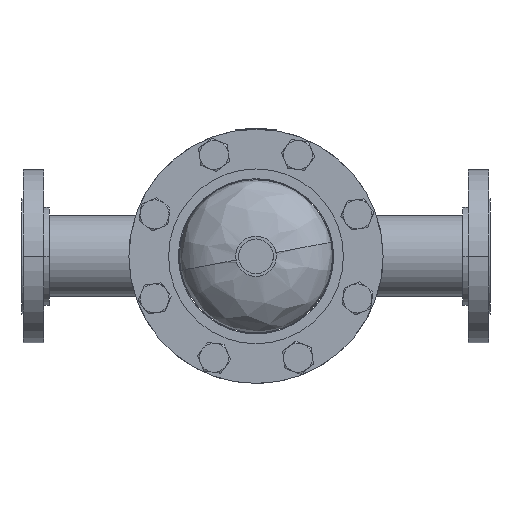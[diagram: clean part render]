
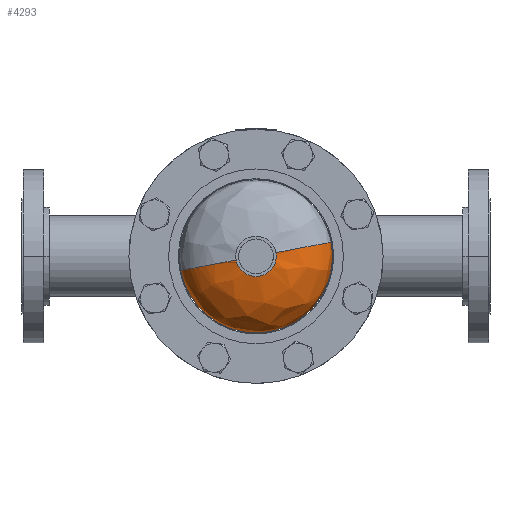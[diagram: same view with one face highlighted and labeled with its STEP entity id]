
A CAD part, front view. The second image highlights one B-rep face of the part: STEP entity #4293.
In plain terms, the highlighted free-form (B-spline) face has degree [3, 3] with [4, 4] control points.
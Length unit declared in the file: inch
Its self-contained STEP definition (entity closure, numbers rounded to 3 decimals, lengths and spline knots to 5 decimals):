
#229 = EDGE_LOOP ( 'NONE', ( #3731, #2584, #7284, #4011, #10684 ) ) ;
#254 = DIRECTION ( 'NONE',  ( 1., 0., 0. ) ) ;
#258 = EDGE_CURVE ( 'NONE', #2140, #7000, #3126, .T. ) ;
#1332 = CARTESIAN_POINT ( 'NONE',  ( 2.31392, 3.25622, 0. ) ) ;
#1386 = CARTESIAN_POINT ( 'NONE',  ( -2.31392, 3.25622, 0. ) ) ;
#1943 = CARTESIAN_POINT ( 'NONE',  ( -3.3125, 1.70375, 0. ) ) ;
#2056 = CARTESIAN_POINT ( 'NONE',  ( 0.75, 3.45335, 0. ) ) ;
#2101 = CARTESIAN_POINT ( 'NONE',  ( -3.3125, 1.70375, 0. ) ) ;
#2140 = VERTEX_POINT ( 'NONE', #4130 ) ;
#2182 = EDGE_CURVE ( 'NONE', #2369, #2140, #6893, .T. ) ;
#2253 =( BOUNDED_CURVE ( )  B_SPLINE_CURVE ( 3, ( #3169, #4158, #5880, #8548 ),
 .UNSPECIFIED., .F., .T. ) 
 B_SPLINE_CURVE_WITH_KNOTS ( ( 4, 4 ),
 ( 0., 1.3424 ),
 .UNSPECIFIED. ) 
 CURVE ( )  GEOMETRIC_REPRESENTATION_ITEM ( )  RATIONAL_B_SPLINE_CURVE ( ( 1., 0.855, 0.855, 1. ) ) 
 REPRESENTATION_ITEM ( '' )  );
#2285 = CIRCLE ( 'NONE', #7307, 0.75 ) ;
#2329 = CARTESIAN_POINT ( 'NONE',  ( -2.31392, 3.25622, -4.62785 ) ) ;
#2369 = VERTEX_POINT ( 'NONE', #1943 ) ;
#2584 = ORIENTED_EDGE ( 'NONE', *, *, #4796, .T. ) ;
#3084 = CARTESIAN_POINT ( 'NONE',  ( 3.3125, 2.57442, -6.625 ) ) ;
#3126 =( BOUNDED_CURVE ( )  B_SPLINE_CURVE ( 3, ( #10696, #9988, #9248, #2056 ),
 .UNSPECIFIED., .F., .T. ) 
 B_SPLINE_CURVE_WITH_KNOTS ( ( 4, 4 ),
 ( 0., 1.3424 ),
 .UNSPECIFIED. ) 
 CURVE ( )  GEOMETRIC_REPRESENTATION_ITEM ( )  RATIONAL_B_SPLINE_CURVE ( ( 1., 0.855, 0.855, 1. ) ) 
 REPRESENTATION_ITEM ( '' )  );
#3169 = CARTESIAN_POINT ( 'NONE',  ( -3.3125, 1.70375, 0. ) ) ;
#3201 = CARTESIAN_POINT ( 'NONE',  ( -3.3125, 2.57442, -6.625 ) ) ;
#3358 = EDGE_CURVE ( 'NONE', #7000, #7936, #6949, .T. ) ;
#3731 = ORIENTED_EDGE ( 'NONE', *, *, #2182, .F. ) ;
#3901 = CARTESIAN_POINT ( 'NONE',  ( 3.3125, 1.70375, -6.625 ) ) ;
#4011 = ORIENTED_EDGE ( 'NONE', *, *, #3358, .F. ) ;
#4013 = CARTESIAN_POINT ( 'NONE',  ( 0.75, 3.45335, -1.5 ) ) ;
#4130 = CARTESIAN_POINT ( 'NONE',  ( 3.3125, 1.70375, 0. ) ) ;
#4158 = CARTESIAN_POINT ( 'NONE',  ( -3.3125, 2.57442, 0. ) ) ;
#4293 = ADVANCED_FACE ( 'NONE', ( #9340 ), #5064, .T. ) ;
#4796 = EDGE_CURVE ( 'NONE', #2369, #7130, #2253, .T. ) ;
#4892 = CARTESIAN_POINT ( 'NONE',  ( -0.75, 3.45335, 0. ) ) ;
#5064 =( BOUNDED_SURFACE ( )  B_SPLINE_SURFACE ( 3, 3, ( 
 ( #2101, #9280, #3901, #11150 ),
 ( #10989, #3201, #3084, #6742 ),
 ( #1386, #2329, #7448, #1332 ),
 ( #4892, #8412, #4013, #9389 ) ),
 .UNSPECIFIED., .F., .F., .F. ) 
 B_SPLINE_SURFACE_WITH_KNOTS ( ( 4, 4 ),
 ( 4, 4 ),
 ( 0., 1. ),
 ( 0., 1. ),
 .UNSPECIFIED. ) 
 GEOMETRIC_REPRESENTATION_ITEM ( )  RATIONAL_B_SPLINE_SURFACE ( (
 ( 1., 0.333, 0.333, 1.),
 ( 0.855, 0.285, 0.285, 0.855),
 ( 0.855, 0.285, 0.285, 0.855),
 ( 1., 0.333, 0.333, 1.) ) ) 
 REPRESENTATION_ITEM ( '' )  SURFACE ( )  );
#5471 = CARTESIAN_POINT ( 'NONE',  ( -0.75, 3.45335, 0. ) ) ;
#5723 = CARTESIAN_POINT ( 'NONE',  ( 0.1387, 3.45335, -0.73706 ) ) ;
#5829 = DIRECTION ( 'NONE',  ( 0., 1., 0. ) ) ;
#5880 = CARTESIAN_POINT ( 'NONE',  ( -2.31392, 3.25622, 0. ) ) ;
#6010 = AXIS2_PLACEMENT_3D ( 'NONE', #6649, #5829, #7529 ) ;
#6406 = CARTESIAN_POINT ( 'NONE',  ( 0., 3.45335, 0. ) ) ;
#6649 = CARTESIAN_POINT ( 'NONE',  ( 0., 3.45335, 0. ) ) ;
#6742 = CARTESIAN_POINT ( 'NONE',  ( 3.3125, 2.57442, 0. ) ) ;
#6893 = CIRCLE ( 'NONE', #10214, 3.3125 ) ;
#6949 = CIRCLE ( 'NONE', #6010, 0.75 ) ;
#7000 = VERTEX_POINT ( 'NONE', #8251 ) ;
#7130 = VERTEX_POINT ( 'NONE', #5471 ) ;
#7284 = ORIENTED_EDGE ( 'NONE', *, *, #11105, .F. ) ;
#7307 = AXIS2_PLACEMENT_3D ( 'NONE', #6406, #10878, #8197 ) ;
#7395 = DIRECTION ( 'NONE',  ( 0., -1., 0. ) ) ;
#7448 = CARTESIAN_POINT ( 'NONE',  ( 2.31392, 3.25622, -4.62785 ) ) ;
#7529 = DIRECTION ( 'NONE',  ( 1., 0., 0. ) ) ;
#7936 = VERTEX_POINT ( 'NONE', #5723 ) ;
#8197 = DIRECTION ( 'NONE',  ( 1., 0., 0. ) ) ;
#8251 = CARTESIAN_POINT ( 'NONE',  ( 0.75, 3.45335, 0. ) ) ;
#8412 = CARTESIAN_POINT ( 'NONE',  ( -0.75, 3.45335, -1.5 ) ) ;
#8548 = CARTESIAN_POINT ( 'NONE',  ( -0.75, 3.45335, 0. ) ) ;
#9248 = CARTESIAN_POINT ( 'NONE',  ( 2.31392, 3.25622, 0. ) ) ;
#9280 = CARTESIAN_POINT ( 'NONE',  ( -3.3125, 1.70375, -6.625 ) ) ;
#9340 = FACE_OUTER_BOUND ( 'NONE', #229, .T. ) ;
#9389 = CARTESIAN_POINT ( 'NONE',  ( 0.75, 3.45335, 0. ) ) ;
#9917 = CARTESIAN_POINT ( 'NONE',  ( 0., 1.70375, 0. ) ) ;
#9988 = CARTESIAN_POINT ( 'NONE',  ( 3.3125, 2.57442, 0. ) ) ;
#10214 = AXIS2_PLACEMENT_3D ( 'NONE', #9917, #7395, #254 ) ;
#10684 = ORIENTED_EDGE ( 'NONE', *, *, #258, .F. ) ;
#10696 = CARTESIAN_POINT ( 'NONE',  ( 3.3125, 1.70375, 0. ) ) ;
#10878 = DIRECTION ( 'NONE',  ( 0., 1., 0. ) ) ;
#10989 = CARTESIAN_POINT ( 'NONE',  ( -3.3125, 2.57442, 0. ) ) ;
#11105 = EDGE_CURVE ( 'NONE', #7936, #7130, #2285, .T. ) ;
#11150 = CARTESIAN_POINT ( 'NONE',  ( 3.3125, 1.70375, 0. ) ) ;
